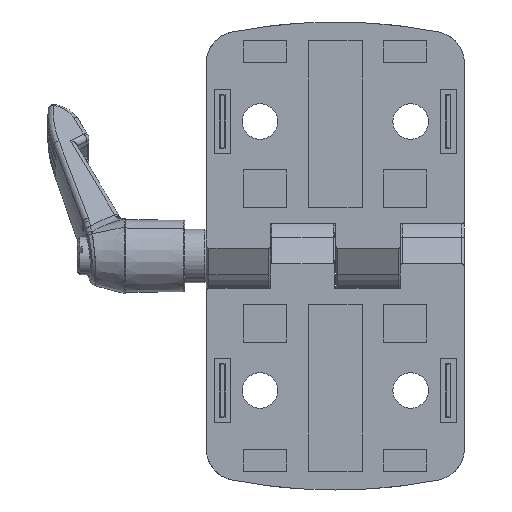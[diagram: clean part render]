
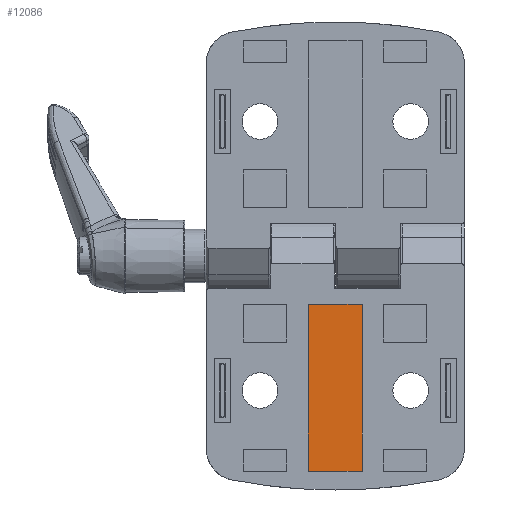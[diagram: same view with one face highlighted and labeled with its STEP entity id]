
A CAD part, front view. The second image highlights one B-rep face of the part: STEP entity #12086.
In plain terms, the highlighted planar face has unit normal (0, -1, 0).
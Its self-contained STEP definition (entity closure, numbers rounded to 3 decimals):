
#67 = LINE ( 'NONE', #10413, #5250 ) ;
#1847 = ORIENTED_EDGE ( 'NONE', *, *, #16402, .T. ) ;
#2051 = EDGE_CURVE ( 'NONE', #3707, #10722, #2176, .T. ) ;
#2176 = LINE ( 'NONE', #8205, #8833 ) ;
#2885 = PLANE ( 'NONE',  #16547 ) ;
#3119 = DIRECTION ( 'NONE',  ( 1., 0., 0. ) ) ;
#3707 = VERTEX_POINT ( 'NONE', #16035 ) ;
#3857 = VERTEX_POINT ( 'NONE', #16704 ) ;
#5250 = VECTOR ( 'NONE', #3119, 1000. ) ;
#5679 = EDGE_CURVE ( 'NONE', #3857, #12175, #7047, .T. ) ;
#6397 = CARTESIAN_POINT ( 'NONE',  ( -5., 1., -9. ) ) ;
#7047 = LINE ( 'NONE', #10153, #14285 ) ;
#7574 = DIRECTION ( 'NONE',  ( -1., 0., 0. ) ) ;
#8205 = CARTESIAN_POINT ( 'NONE',  ( -5., 1., -40. ) ) ;
#8833 = VECTOR ( 'NONE', #14147, 1000. ) ;
#8947 = VECTOR ( 'NONE', #7574, 1000. ) ;
#9020 = CARTESIAN_POINT ( 'NONE',  ( -5., 1., -40. ) ) ;
#10153 = CARTESIAN_POINT ( 'NONE',  ( 5., 1., -40. ) ) ;
#10413 = CARTESIAN_POINT ( 'NONE',  ( -5., 1., -40. ) ) ;
#10722 = VERTEX_POINT ( 'NONE', #16993 ) ;
#11148 = ORIENTED_EDGE ( 'NONE', *, *, #5679, .T. ) ;
#12086 = ADVANCED_FACE ( 'NONE', ( #13204 ), #2885, .T. ) ;
#12175 = VERTEX_POINT ( 'NONE', #16813 ) ;
#13204 = FACE_OUTER_BOUND ( 'NONE', #15786, .T. ) ;
#13222 = ORIENTED_EDGE ( 'NONE', *, *, #2051, .T. ) ;
#13496 = DIRECTION ( 'NONE',  ( 0., 0., -1. ) ) ;
#14147 = DIRECTION ( 'NONE',  ( 0., 0., -1. ) ) ;
#14285 = VECTOR ( 'NONE', #18937, 1000. ) ;
#15786 = EDGE_LOOP ( 'NONE', ( #17088, #11148, #1847, #13222 ) ) ;
#16035 = CARTESIAN_POINT ( 'NONE',  ( -5., 1., -9. ) ) ;
#16402 = EDGE_CURVE ( 'NONE', #12175, #3707, #16428, .T. ) ;
#16428 = LINE ( 'NONE', #6397, #8947 ) ;
#16547 = AXIS2_PLACEMENT_3D ( 'NONE', #9020, #19062, #13496 ) ;
#16704 = CARTESIAN_POINT ( 'NONE',  ( 5., 1., -40. ) ) ;
#16813 = CARTESIAN_POINT ( 'NONE',  ( 5., 1., -9. ) ) ;
#16877 = EDGE_CURVE ( 'NONE', #10722, #3857, #67, .T. ) ;
#16993 = CARTESIAN_POINT ( 'NONE',  ( -5., 1., -40. ) ) ;
#17088 = ORIENTED_EDGE ( 'NONE', *, *, #16877, .T. ) ;
#18937 = DIRECTION ( 'NONE',  ( 0., 0., 1. ) ) ;
#19062 = DIRECTION ( 'NONE',  ( 0., -1., 0. ) ) ;
